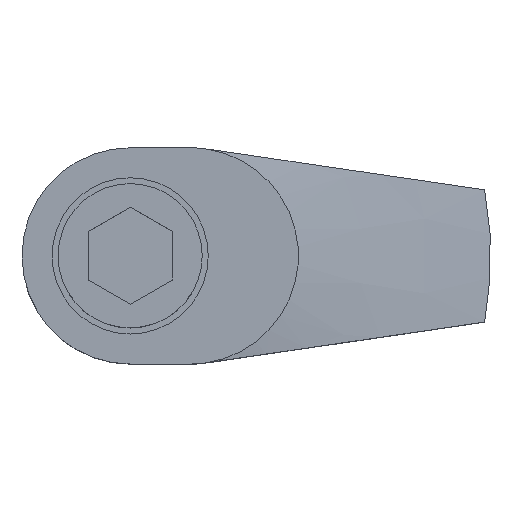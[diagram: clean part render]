
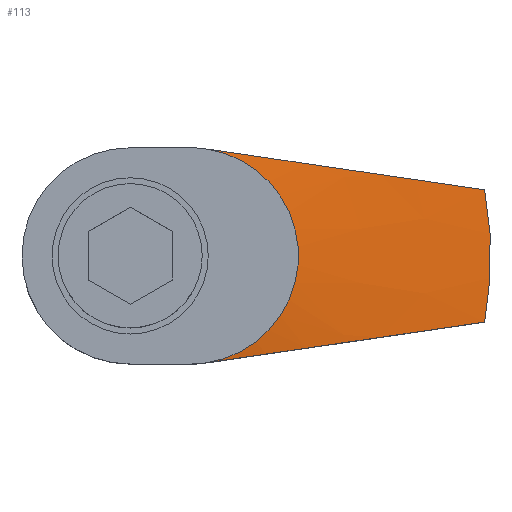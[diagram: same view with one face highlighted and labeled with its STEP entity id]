
A CAD part, top view. The second image highlights one B-rep face of the part: STEP entity #113.
In plain terms, the highlighted conical face has half-angle 81.119 degrees and reference radius 57.611 mm.
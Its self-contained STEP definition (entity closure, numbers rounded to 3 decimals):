
#31 = FACE_OUTER_BOUND ( 'NONE', #1247, .T. ) ;
#36 = CARTESIAN_POINT ( 'NONE',  ( 28.135, 15.53, 59.088 ) ) ;
#44 = CONICAL_SURFACE ( 'NONE', #917, 57.611, 1.416 ) ;
#49 = CARTESIAN_POINT ( 'NONE',  ( 33.934, 14.678, 58.429 ) ) ;
#83 = CARTESIAN_POINT ( 'NONE',  ( 58.983, 11., 54.968 ) ) ;
#89 = DIRECTION ( 'NONE',  ( 0., 0., -1. ) ) ;
#113 = ADVANCED_FACE ( 'NONE', ( #31 ), #44, .T. ) ;
#124 = CARTESIAN_POINT ( 'NONE',  ( 60.333, 0., 55.01 ) ) ;
#166 = EDGE_CURVE ( 'NONE', #484, #1054, #454, .T. ) ;
#202 = CARTESIAN_POINT ( 'NONE',  ( 12.615, -17.809, 60. ) ) ;
#253 = CARTESIAN_POINT ( 'NONE',  ( 12.615, 17.809, 60. ) ) ;
#286 = CARTESIAN_POINT ( 'NONE',  ( 28.152, -15.527, 59.086 ) ) ;
#293 = CARTESIAN_POINT ( 'NONE',  ( 22.346, -16.38, 59.618 ) ) ;
#314 = CARTESIAN_POINT ( 'NONE',  ( 10., 0., 60. ) ) ;
#319 = CARTESIAN_POINT ( 'NONE',  ( 43.584, -13.261, 57.178 ) ) ;
#323 = ORIENTED_EDGE ( 'NONE', *, *, #1347, .F. ) ;
#336 = CARTESIAN_POINT ( 'NONE',  ( 58.983, -11., 54.968 ) ) ;
#343 = CARTESIAN_POINT ( 'NONE',  ( 58.983, 11., 54.968 ) ) ;
#344 = EDGE_CURVE ( 'NONE', #724, #455, #1043, .T. ) ;
#347 = CARTESIAN_POINT ( 'NONE',  ( 20.389, 16.667, 59.758 ) ) ;
#359 = CARTESIAN_POINT ( 'NONE',  ( 10., 0., 53.811 ) ) ;
#367 = CARTESIAN_POINT ( 'NONE',  ( 51.284, 12.131, 56.095 ) ) ;
#370 = EDGE_CURVE ( 'NONE', #484, #455, #1295, .T. ) ;
#371 = CARTESIAN_POINT ( 'NONE',  ( 16.507, 17.238, 59.948 ) ) ;
#375 = CARTESIAN_POINT ( 'NONE',  ( 58.983, 11., 54.968 ) ) ;
#441 = AXIS2_PLACEMENT_3D ( 'NONE', #314, #89, #1158 ) ;
#454 = B_SPLINE_CURVE_WITH_KNOTS ( 'NONE', 3,
 ( #336, #761, #124, #1293, #343 ),
 .UNSPECIFIED., .F., .F.,
 ( 4, 1, 4 ),
 ( 0., 0.011, 0.022 ),
 .UNSPECIFIED. ) ;
#455 = VERTEX_POINT ( 'NONE', #1039 ) ;
#481 = B_SPLINE_CURVE_WITH_KNOTS ( 'NONE', 3,
 ( #253, #912, #371, #347, #900, #1101, #36, #678, #49, #906, #1312, #367, #1042, #83 ),
 .UNSPECIFIED., .F., .F.,
 ( 4, 2, 2, 2, 2, 2, 4 ),
 ( 0., 0.006, 0.012, 0.018, 0.024, 0.035, 0.047 ),
 .UNSPECIFIED. ) ;
#484 = VERTEX_POINT ( 'NONE', #1162 ) ;
#492 = ORIENTED_EDGE ( 'NONE', *, *, #344, .T. ) ;
#538 = CARTESIAN_POINT ( 'NONE',  ( 12.615, 17.809, 60. ) ) ;
#612 = CARTESIAN_POINT ( 'NONE',  ( 39.731, -13.827, 57.703 ) ) ;
#617 = CARTESIAN_POINT ( 'NONE',  ( 55.135, -11.565, 55.536 ) ) ;
#675 = DIRECTION ( 'NONE',  ( 0., 0., -1. ) ) ;
#678 = CARTESIAN_POINT ( 'NONE',  ( 32.003, 14.962, 58.661 ) ) ;
#724 = VERTEX_POINT ( 'NONE', #538 ) ;
#727 = CARTESIAN_POINT ( 'NONE',  ( 16.518, -17.236, 59.948 ) ) ;
#735 = CARTESIAN_POINT ( 'NONE',  ( 58.983, -11., 54.968 ) ) ;
#743 = CARTESIAN_POINT ( 'NONE',  ( 33.945, -14.677, 58.428 ) ) ;
#761 = CARTESIAN_POINT ( 'NONE',  ( 59.667, -7.333, 54.99 ) ) ;
#877 = ORIENTED_EDGE ( 'NONE', *, *, #166, .T. ) ;
#900 = CARTESIAN_POINT ( 'NONE',  ( 22.327, 16.383, 59.619 ) ) ;
#906 = CARTESIAN_POINT ( 'NONE',  ( 39.724, 13.828, 57.704 ) ) ;
#912 = CARTESIAN_POINT ( 'NONE',  ( 14.563, 17.523, 60. ) ) ;
#917 = AXIS2_PLACEMENT_3D ( 'NONE', #359, #675, #1080 ) ;
#944 = CARTESIAN_POINT ( 'NONE',  ( 51.286, -12.13, 56.095 ) ) ;
#1039 = CARTESIAN_POINT ( 'NONE',  ( 12.615, -17.809, 60. ) ) ;
#1042 = CARTESIAN_POINT ( 'NONE',  ( 55.134, 11.565, 55.536 ) ) ;
#1043 = CIRCLE ( 'NONE', #441, 18. ) ;
#1050 = CARTESIAN_POINT ( 'NONE',  ( 14.569, -17.522, 60. ) ) ;
#1054 = VERTEX_POINT ( 'NONE', #375 ) ;
#1080 = DIRECTION ( 'NONE',  ( -1., 0., 0. ) ) ;
#1101 = CARTESIAN_POINT ( 'NONE',  ( 26.201, 15.814, 59.284 ) ) ;
#1154 = CARTESIAN_POINT ( 'NONE',  ( 32.015, -14.96, 58.659 ) ) ;
#1158 = DIRECTION ( 'NONE',  ( -1., 0., 0. ) ) ;
#1161 = CARTESIAN_POINT ( 'NONE',  ( 26.219, -15.811, 59.283 ) ) ;
#1162 = CARTESIAN_POINT ( 'NONE',  ( 58.983, -11., 54.968 ) ) ;
#1240 = ORIENTED_EDGE ( 'NONE', *, *, #370, .F. ) ;
#1247 = EDGE_LOOP ( 'NONE', ( #877, #323, #492, #1240 ) ) ;
#1260 = CARTESIAN_POINT ( 'NONE',  ( 20.406, -16.665, 59.757 ) ) ;
#1293 = CARTESIAN_POINT ( 'NONE',  ( 59.667, 7.333, 54.99 ) ) ;
#1295 = B_SPLINE_CURVE_WITH_KNOTS ( 'NONE', 3,
 ( #735, #617, #944, #319, #612, #743, #1154, #286, #1161, #293, #1260, #727, #1050, #202 ),
 .UNSPECIFIED., .F., .F.,
 ( 4, 2, 2, 2, 2, 2, 4 ),
 ( 0., 0.012, 0.024, 0.029, 0.035, 0.041, 0.047 ),
 .UNSPECIFIED. ) ;
#1312 = CARTESIAN_POINT ( 'NONE',  ( 43.579, 13.262, 57.178 ) ) ;
#1347 = EDGE_CURVE ( 'NONE', #724, #1054, #481, .T. ) ;
